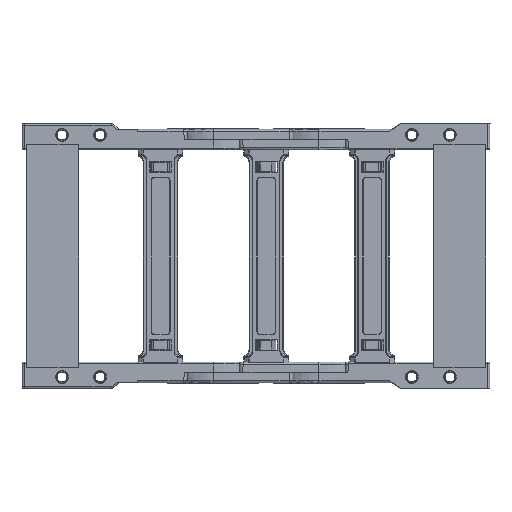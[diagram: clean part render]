
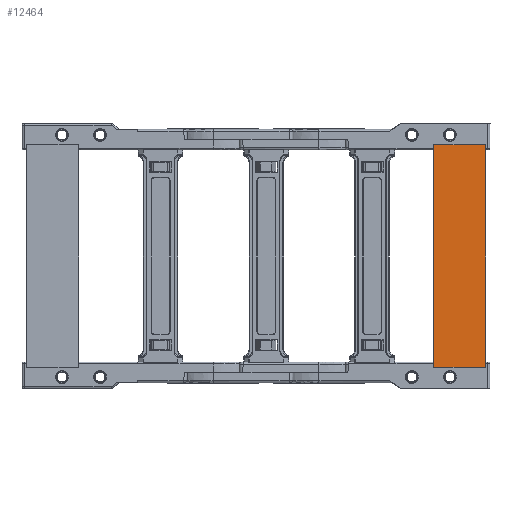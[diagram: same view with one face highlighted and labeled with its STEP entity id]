
A CAD part, front view. The second image highlights one B-rep face of the part: STEP entity #12464.
In plain terms, the highlighted planar face has unit normal (0, -1, 0).
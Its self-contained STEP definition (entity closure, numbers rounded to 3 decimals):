
#795 = ORIENTED_EDGE ( 'NONE', *, *, #65686, .F. ) ;
#10962 = VERTEX_POINT ( 'NONE', #66208 ) ;
#12464 = ADVANCED_FACE ( 'NONE', ( #51826 ), #33414, .T. ) ;
#14798 = LINE ( 'NONE', #143333, #63362 ) ;
#18148 = AXIS2_PLACEMENT_3D ( 'NONE', #106955, #116897, #140784 ) ;
#18321 = ORIENTED_EDGE ( 'NONE', *, *, #96661, .F. ) ;
#29570 = CARTESIAN_POINT ( 'NONE',  ( 59.985, 143.024, -4.503 ) ) ;
#32380 = CARTESIAN_POINT ( 'NONE',  ( 29.748, 143.024, -4.503 ) ) ;
#33414 = PLANE ( 'NONE',  #18148 ) ;
#36800 = VERTEX_POINT ( 'NONE', #53458 ) ;
#40889 = LINE ( 'NONE', #99348, #117576 ) ;
#44384 = DIRECTION ( 'NONE',  ( 1., 0., 0. ) ) ;
#47449 = LINE ( 'NONE', #91305, #148010 ) ;
#49072 = ORIENTED_EDGE ( 'NONE', *, *, #140311, .T. ) ;
#51826 = FACE_OUTER_BOUND ( 'NONE', #114751, .T. ) ;
#53458 = CARTESIAN_POINT ( 'NONE',  ( 29.748, 143.024, 126.997 ) ) ;
#53972 = EDGE_CURVE ( 'NONE', #105447, #10962, #14798, .T. ) ;
#54412 = VERTEX_POINT ( 'NONE', #101092 ) ;
#56415 = DIRECTION ( 'NONE',  ( 0., 0., 1. ) ) ;
#63362 = VECTOR ( 'NONE', #118945, 1000. ) ;
#65686 = EDGE_CURVE ( 'NONE', #54412, #36800, #148741, .T. ) ;
#66208 = CARTESIAN_POINT ( 'NONE',  ( 59.985, 143.024, 126.997 ) ) ;
#78380 = ORIENTED_EDGE ( 'NONE', *, *, #53972, .T. ) ;
#87353 = DIRECTION ( 'NONE',  ( 1., 0., 0. ) ) ;
#91305 = CARTESIAN_POINT ( 'NONE',  ( 29.748, 143.024, -4.503 ) ) ;
#96643 = VECTOR ( 'NONE', #56415, 1000. ) ;
#96661 = EDGE_CURVE ( 'NONE', #36800, #10962, #40889, .T. ) ;
#99348 = CARTESIAN_POINT ( 'NONE',  ( 29.748, 143.024, 126.997 ) ) ;
#101092 = CARTESIAN_POINT ( 'NONE',  ( 29.748, 143.024, -4.503 ) ) ;
#105447 = VERTEX_POINT ( 'NONE', #29570 ) ;
#106955 = CARTESIAN_POINT ( 'NONE',  ( 29.748, 143.024, -4.503 ) ) ;
#114751 = EDGE_LOOP ( 'NONE', ( #78380, #18321, #795, #49072 ) ) ;
#116897 = DIRECTION ( 'NONE',  ( 0., -1., 0. ) ) ;
#117576 = VECTOR ( 'NONE', #87353, 1000. ) ;
#118945 = DIRECTION ( 'NONE',  ( 0., 0., 1. ) ) ;
#140311 = EDGE_CURVE ( 'NONE', #54412, #105447, #47449, .T. ) ;
#140784 = DIRECTION ( 'NONE',  ( 1., 0., 0. ) ) ;
#143333 = CARTESIAN_POINT ( 'NONE',  ( 59.985, 143.024, -4.503 ) ) ;
#148010 = VECTOR ( 'NONE', #44384, 1000. ) ;
#148741 = LINE ( 'NONE', #32380, #96643 ) ;
